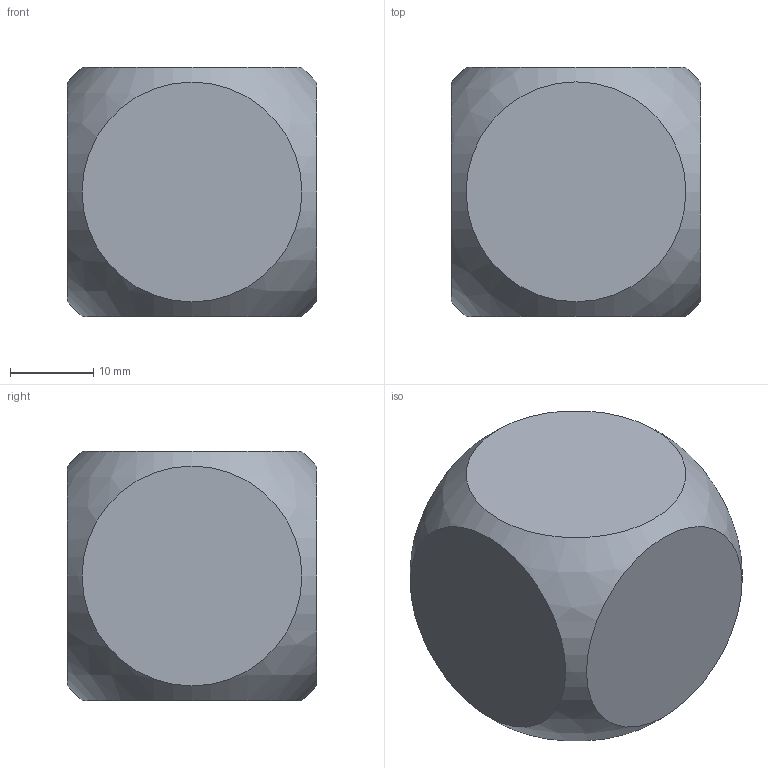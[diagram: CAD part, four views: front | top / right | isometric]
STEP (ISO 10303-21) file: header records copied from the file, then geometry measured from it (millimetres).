
FILE_DESCRIPTION(('Open CASCADE Model'),'2;1');
FILE_NAME('Open CASCADE Shape Model','2025-04-27T21:27:48',('Author'),( 'Open CASCADE'),'Open CASCADE STEP processor 7.8','Open CASCADE 7.8' ,'Unknown');
FILE_SCHEMA(('AUTOMOTIVE_DESIGN { 1 0 10303 214 1 1 1 1 }'));
Length unit declared in the file: millimetre
Products named in the file (1): Open CASCADE STEP translator 7.8 92
Bounding box: 30 x 30 x 30 mm (x, y, z)
Volume: 24870.9 mm3; surface area: 4555.3 mm2
Topology: 1 solids, 1 shells, 7 faces, 9 edges, 7 vertices
Faces by surface type: plane 6, sphere 1
Entity records: 614 total; most frequent: CARTESIAN_POINT 383, DIRECTION 47, ORIENTED_EDGE 18, PCURVE 18, DEFINITIONAL_REPRESENTATION 18, AXIS2_PLACEMENT_3D 17, CIRCLE 16, FACE_BOUND 10
